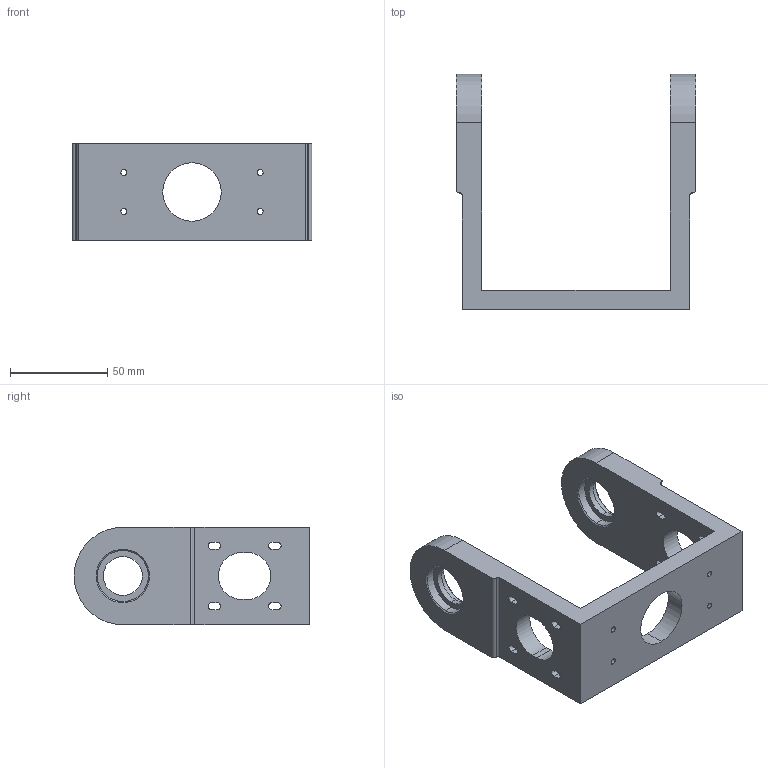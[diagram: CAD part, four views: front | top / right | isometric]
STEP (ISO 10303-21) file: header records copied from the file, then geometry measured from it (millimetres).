
FILE_DESCRIPTION (( 'STEP AP214' ), '1' );
FILE_NAME ('j4 mainbracket.STEP', '2025-02-04T21:34:38', ( '' ), ( '' ), 'SwSTEP 2.0', 'SolidWorks 2023', '' );
FILE_SCHEMA (( 'AUTOMOTIVE_DESIGN' ));
Length unit declared in the file: millimetre
Products named in the file (1): j4 mainbracket
Bounding box: 123 x 121 x 50 mm (x, y, z)
Volume: 148245.1 mm3; surface area: 42493.5 mm2
Topology: 1 solids, 1 shells, 104 faces, 274 edges, 180 vertices
Faces by surface type: cylinder 56, plane 40, cone 8
Entity records: 3345 total; most frequent: DIRECTION 604, CARTESIAN_POINT 559, ORIENTED_EDGE 548, EDGE_CURVE 274, AXIS2_PLACEMENT_3D 225, VERTEX_POINT 180, LINE 154, VECTOR 154
